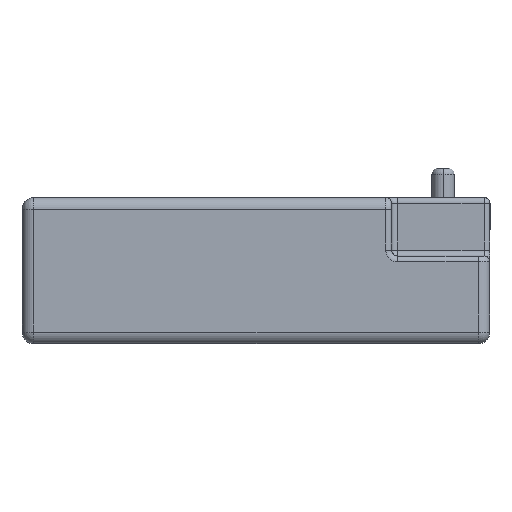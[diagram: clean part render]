
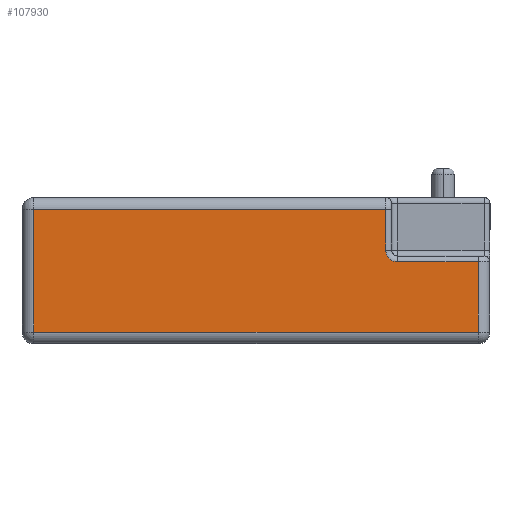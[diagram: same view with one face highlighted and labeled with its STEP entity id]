
A CAD part, left-side view. The second image highlights one B-rep face of the part: STEP entity #107930.
In plain terms, the highlighted planar face has unit normal (-1, 0, 0).
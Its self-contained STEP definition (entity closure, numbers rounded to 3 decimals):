
#17600=CARTESIAN_POINT('',(0.,2.54,11.43));
#17610=VERTEX_POINT('',#17600);
#18140=CARTESIAN_POINT('',(0.,0.,11.43));
#18150=DIRECTION('',(0.,-1.,0.));
#18160=VECTOR('',#18150,1.);
#18170=LINE('',#18140,#18160);
#18180=CARTESIAN_POINT('',(0.,20.066,11.43));
#18190=VERTEX_POINT('',#18180);
#18200=EDGE_CURVE('',#18190,#17610,#18170,.T.);
#19140=CARTESIAN_POINT('',(0.,20.066,13.97));
#19150=DIRECTION('',(1.,0.,0.));
#19160=DIRECTION('',(0.,-1.,0.));
#19170=AXIS2_PLACEMENT_3D('',#19140,#19150,#19160);
#19180=CIRCLE('',#19170,2.54);
#19190=CARTESIAN_POINT('',(0.,22.606,13.97));
#19200=VERTEX_POINT('',#19190);
#19210=EDGE_CURVE('',#18190,#19200,#19180,.T.);
#107460=CARTESIAN_POINT('',(0.,21.336,12.7));
#107470=DIRECTION('',(-1.,0.,0.));
#107480=DIRECTION('',(0.,1.,0.));
#107490=AXIS2_PLACEMENT_3D('',#107460,#107470,#107480);
#107500=PLANE('',#107490);
#107510=ORIENTED_EDGE('',*,*,#19210,.T.);
#107520=ORIENTED_EDGE('',*,*,#18200,.F.);
#107530=CARTESIAN_POINT('',(0.,2.54,0.));
#107540=DIRECTION('',(0.,0.,-1.));
#107550=VECTOR('',#107540,1.);
#107560=LINE('',#107530,#107550);
#107570=CARTESIAN_POINT('',(0.,2.54,-3.81));
#107580=VERTEX_POINT('',#107570);
#107590=EDGE_CURVE('',#17610,#107580,#107560,.T.);
#107600=ORIENTED_EDGE('',*,*,#107590,.F.);
#107610=CARTESIAN_POINT('',(0.,0.,-3.81));
#107620=DIRECTION('',(0.,1.,0.));
#107630=VECTOR('',#107620,1.);
#107640=LINE('',#107610,#107630);
#107650=CARTESIAN_POINT('',(0.,99.06,-3.81));
#107660=VERTEX_POINT('',#107650);
#107670=EDGE_CURVE('',#107580,#107660,#107640,.T.);
#107680=ORIENTED_EDGE('',*,*,#107670,.F.);
#107690=CARTESIAN_POINT('',(0.,99.06,0.));
#107700=DIRECTION('',(0.,0.,1.));
#107710=VECTOR('',#107700,1.);
#107720=LINE('',#107690,#107710);
#107730=CARTESIAN_POINT('',(0.,99.06,22.86));
#107740=VERTEX_POINT('',#107730);
#107750=EDGE_CURVE('',#107660,#107740,#107720,.T.);
#107760=ORIENTED_EDGE('',*,*,#107750,.F.);
#107770=CARTESIAN_POINT('',(0.,0.,22.86));
#107780=DIRECTION('',(0.,-1.,0.));
#107790=VECTOR('',#107780,1.);
#107800=LINE('',#107770,#107790);
#107810=CARTESIAN_POINT('',(0.,22.606,22.86));
#107820=VERTEX_POINT('',#107810);
#107830=EDGE_CURVE('',#107740,#107820,#107800,.T.);
#107840=ORIENTED_EDGE('',*,*,#107830,.F.);
#107850=CARTESIAN_POINT('',(0.,22.606,0.));
#107860=DIRECTION('',(0.,0.,1.));
#107870=VECTOR('',#107860,1.);
#107880=LINE('',#107850,#107870);
#107890=EDGE_CURVE('',#19200,#107820,#107880,.T.);
#107900=ORIENTED_EDGE('',*,*,#107890,.T.);
#107910=EDGE_LOOP('',(#107900,#107840,#107760,#107680,#107600,#107520,
#107510));
#107920=FACE_OUTER_BOUND('',#107910,.T.);
#107930=ADVANCED_FACE('',(#107920),#107500,.T.);
